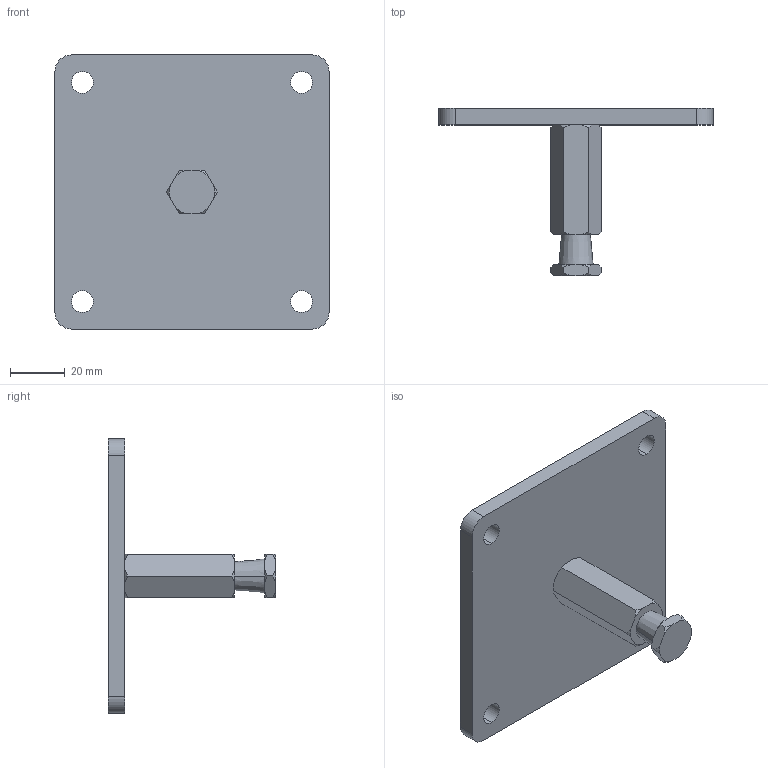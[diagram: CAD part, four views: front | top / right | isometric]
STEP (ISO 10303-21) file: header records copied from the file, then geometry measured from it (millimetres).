
FILE_DESCRIPTION (( 'STEP AP203' ), '1' );
FILE_NAME ('G1176.STEP', '2018-09-26T10:17:24', ( '' ), ( '' ), 'SwSTEP 2.0', 'SolidWorks 2016', '' );
FILE_SCHEMA (( 'CONFIG_CONTROL_DESIGN' ));
Length unit declared in the file: millimetre
Products named in the file (4): G1176; G1172; TH4057; Socket Countersunk Head Screw_Doughty Fastners_ISO 10642 - M10 x 25 --- 25S
Assembly tree (3 placements, depth 2):
  G1176
    TH4057
    G1172
    Socket Countersunk Head Screw_Doughty Fastners_ISO 10642 - M10 x 25 --- 25S
Bounding box: 100 x 61 x 100 mm (x, y, z)
Volume: 68814.3 mm3; surface area: 28332.7 mm2
Topology: 3 solids, 3 shells, 165 faces, 422 edges, 265 vertices
Faces by surface type: cone 84, cylinder 42, plane 37, torus 2
Entity records: 5606 total; most frequent: CARTESIAN_POINT 1112, DIRECTION 912, ORIENTED_EDGE 840, EDGE_CURVE 420, AXIS2_PLACEMENT_3D 369, VERTEX_POINT 265, CIRCLE 198, EDGE_LOOP 179
